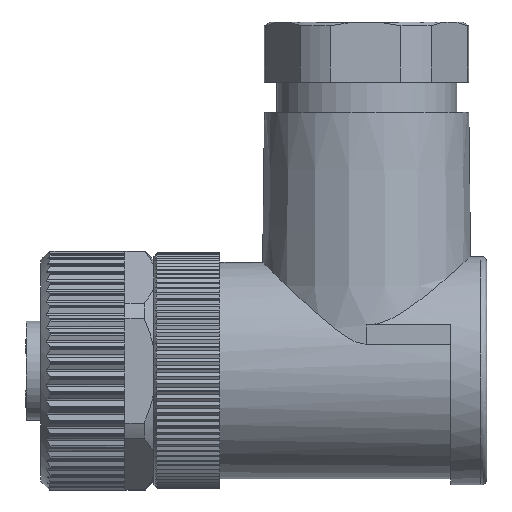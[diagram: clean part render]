
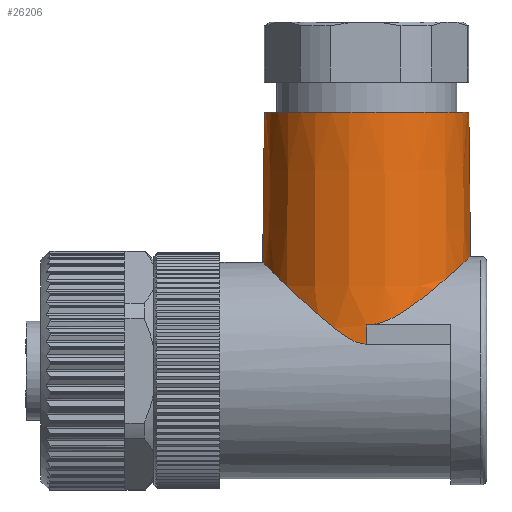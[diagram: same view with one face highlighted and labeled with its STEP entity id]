
A CAD part, front view. The second image highlights one B-rep face of the part: STEP entity #26206.
In plain terms, the highlighted conical face has half-angle 0.666 degrees and reference radius 8.726 mm.
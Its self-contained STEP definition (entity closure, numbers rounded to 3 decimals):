
#345 = CARTESIAN_POINT ( 'NONE',  ( -4.166, -5.417, 36.251 ) ) ;
#496 = CARTESIAN_POINT ( 'NONE',  ( 1.213, -8.434, 31.734 ) ) ;
#1431 = CARTESIAN_POINT ( 'NONE',  ( -6.188, 0.203, 38.199 ) ) ;
#1566 = LINE ( 'NONE', #30656, #37174 ) ;
#2172 = VECTOR ( 'NONE', #7507, 1000. ) ;
#2643 = VERTEX_POINT ( 'NONE', #24579 ) ;
#3842 = CARTESIAN_POINT ( 'NONE',  ( -3.217, -6.369, 35.354 ) ) ;
#3902 = ORIENTED_EDGE ( 'NONE', *, *, #19175, .T. ) ;
#3977 = CARTESIAN_POINT ( 'NONE',  ( 2.13, -8.521, 31.41 ) ) ;
#4148 = VERTEX_POINT ( 'NONE', #14013 ) ;
#5023 = ORIENTED_EDGE ( 'NONE', *, *, #33992, .T. ) ;
#6967 = CARTESIAN_POINT ( 'NONE',  ( 2.458, 0.203, 50.699 ) ) ;
#7159 = CARTESIAN_POINT ( 'NONE',  ( -6.115, -1.088, 38.129 ) ) ;
#7301 = CARTESIAN_POINT ( 'NONE',  ( -2.603, -6.86, 34.783 ) ) ;
#7466 = EDGE_CURVE ( 'NONE', #4148, #24120, #9326, .T. ) ;
#7507 = DIRECTION ( 'NONE',  ( -0.012, 0., -1. ) ) ;
#7646 = CARTESIAN_POINT ( 'NONE',  ( -6.268, 0.203, 31.294 ) ) ;
#8636 = EDGE_CURVE ( 'NONE', #40827, #11120, #26471, .T. ) ;
#9326 = B_SPLINE_CURVE_WITH_KNOTS ( 'NONE', 3,
 ( #37358, #37555, #37123, #37131, #37076, #37066, #37025, #36967, #36878, #36959, #36913, #36916, #36820, #36759, #36811, #36730, #36672, #36619, #36580, #36614, #36525, #36519, #12613, #36454, #36417, #36285, #36368, #36316 ),
 .UNSPECIFIED., .F., .F.,
 ( 4, 2, 2, 2, 2, 2, 2, 2, 2, 2, 2, 2, 2, 4 ),
 ( -0.015, -0.014, -0.013, -0.012, -0.011, -0.009, -0.007, -0.007, -0.006, -0.005, -0.004, -0.002, -0.001, 0. ),
 .UNSPECIFIED. ) ;
#10336 = DIRECTION ( 'NONE',  ( 0., 0.012, 1. ) ) ;
#10434 = DIRECTION ( 'NONE',  ( -1., 0., 0. ) ) ;
#10620 = CARTESIAN_POINT ( 'NONE',  ( -5.821, -2.322, 37.843 ) ) ;
#10764 = CARTESIAN_POINT ( 'NONE',  ( -1.75, -7.422, 34.004 ) ) ;
#11120 = VERTEX_POINT ( 'NONE', #1431 ) ;
#12613 = CARTESIAN_POINT ( 'NONE',  ( 10.766, -2.257, 38.396 ) ) ;
#13793 = VERTEX_POINT ( 'NONE', #29060 ) ;
#14013 = CARTESIAN_POINT ( 'NONE',  ( 2.458, -8.503, 33.002 ) ) ;
#14063 = CARTESIAN_POINT ( 'NONE',  ( -5.508, -3.189, 37.541 ) ) ;
#14201 = CARTESIAN_POINT ( 'NONE',  ( -0.6, -7.952, 33.013 ) ) ;
#14605 = CARTESIAN_POINT ( 'NONE',  ( 2.458, 0.203, 31.294 ) ) ;
#16334 = ORIENTED_EDGE ( 'NONE', *, *, #7466, .T. ) ;
#16352 = CIRCLE ( 'NONE', #40988, 8.5 ) ;
#16597 = AXIS2_PLACEMENT_3D ( 'NONE', #14605, #38738, #35253 ) ;
#17239 = CARTESIAN_POINT ( 'NONE',  ( 2.458, -8.503, 33.002 ) ) ;
#17372 = CARTESIAN_POINT ( 'NONE',  ( -6.188, -0.452, 38.199 ) ) ;
#17522 = CARTESIAN_POINT ( 'NONE',  ( -5.118, -3.997, 37.164 ) ) ;
#17688 = CARTESIAN_POINT ( 'NONE',  ( 0.14, -8.2, 32.43 ) ) ;
#19175 = EDGE_CURVE ( 'NONE', #13793, #40827, #16352, .T. ) ;
#20958 = CARTESIAN_POINT ( 'NONE',  ( -6.042, 0.203, 50.699 ) ) ;
#21024 = CARTESIAN_POINT ( 'NONE',  ( -4.663, -4.738, 36.727 ) ) ;
#21161 = CARTESIAN_POINT ( 'NONE',  ( 0.932, -8.386, 31.896 ) ) ;
#21378 = EDGE_CURVE ( 'NONE', #11120, #2643, #38037, .T. ) ;
#23787 = DIRECTION ( 'NONE',  ( 0.012, 0., -1. ) ) ;
#24120 = VERTEX_POINT ( 'NONE', #40841 ) ;
#24378 = CARTESIAN_POINT ( 'NONE',  ( -6.188, 0.203, 38.199 ) ) ;
#24524 = CARTESIAN_POINT ( 'NONE',  ( -3.803, -5.822, 35.905 ) ) ;
#24579 = CARTESIAN_POINT ( 'NONE',  ( 2.458, -8.521, 31.41 ) ) ;
#24617 = LINE ( 'NONE', #17239, #41845 ) ;
#24665 = CARTESIAN_POINT ( 'NONE',  ( 1.809, -8.501, 31.491 ) ) ;
#26063 = EDGE_LOOP ( 'NONE', ( #37344, #3902, #40064, #33045, #5023, #16334 ) ) ;
#26206 = ADVANCED_FACE ( 'NONE', ( #38730 ), #28492, .T. ) ;
#26471 = LINE ( 'NONE', #7646, #2172 ) ;
#27953 = CARTESIAN_POINT ( 'NONE',  ( -3.014, -6.541, 35.164 ) ) ;
#28097 = CARTESIAN_POINT ( 'NONE',  ( 2.458, -8.521, 31.41 ) ) ;
#28492 = CONICAL_SURFACE ( 'NONE', #16597, 8.726, 0.012 ) ;
#29060 = CARTESIAN_POINT ( 'NONE',  ( 10.958, 0.203, 50.699 ) ) ;
#30093 = EDGE_CURVE ( 'NONE', #13793, #24120, #1566, .T. ) ;
#30656 = CARTESIAN_POINT ( 'NONE',  ( 11.183, 0.203, 31.294 ) ) ;
#31072 = DIRECTION ( 'NONE',  ( 0., 0., -1. ) ) ;
#31267 = CARTESIAN_POINT ( 'NONE',  ( -5.907, -2.016, 37.927 ) ) ;
#31403 = CARTESIAN_POINT ( 'NONE',  ( -2.393, -7.008, 34.589 ) ) ;
#33045 = ORIENTED_EDGE ( 'NONE', *, *, #21378, .T. ) ;
#33992 = EDGE_CURVE ( 'NONE', #2643, #4148, #24617, .T. ) ;
#34707 = CARTESIAN_POINT ( 'NONE',  ( -5.622, -2.907, 37.65 ) ) ;
#34845 = CARTESIAN_POINT ( 'NONE',  ( -1.304, -7.657, 33.606 ) ) ;
#35253 = DIRECTION ( 'NONE',  ( -1., 0., 0. ) ) ;
#36285 = CARTESIAN_POINT ( 'NONE',  ( 11.08, -0.425, 38.683 ) ) ;
#36316 = CARTESIAN_POINT ( 'NONE',  ( 11.097, 0.203, 38.699 ) ) ;
#36368 = CARTESIAN_POINT ( 'NONE',  ( 11.097, -0.113, 38.699 ) ) ;
#36417 = CARTESIAN_POINT ( 'NONE',  ( 11.013, -1.044, 38.622 ) ) ;
#36454 = CARTESIAN_POINT ( 'NONE',  ( 10.963, -1.353, 38.576 ) ) ;
#36519 = CARTESIAN_POINT ( 'NONE',  ( 10.577, -2.824, 38.223 ) ) ;
#36525 = CARTESIAN_POINT ( 'NONE',  ( 10.217, -3.628, 37.897 ) ) ;
#36580 = CARTESIAN_POINT ( 'NONE',  ( 9.801, -4.384, 37.523 ) ) ;
#36614 = CARTESIAN_POINT ( 'NONE',  ( 10.084, -3.889, 37.777 ) ) ;
#36619 = CARTESIAN_POINT ( 'NONE',  ( 9.649, -4.62, 37.388 ) ) ;
#36672 = CARTESIAN_POINT ( 'NONE',  ( 9.33, -5.071, 37.105 ) ) ;
#36730 = CARTESIAN_POINT ( 'NONE',  ( 9.161, -5.286, 36.957 ) ) ;
#36759 = CARTESIAN_POINT ( 'NONE',  ( 8.621, -5.894, 36.489 ) ) ;
#36811 = CARTESIAN_POINT ( 'NONE',  ( 8.807, -5.697, 36.649 ) ) ;
#36820 = CARTESIAN_POINT ( 'NONE',  ( 8.044, -6.45, 35.999 ) ) ;
#36878 = CARTESIAN_POINT ( 'NONE',  ( 5.585, -7.912, 34.143 ) ) ;
#36913 = CARTESIAN_POINT ( 'NONE',  ( 6.775, -7.348, 34.981 ) ) ;
#36916 = CARTESIAN_POINT ( 'NONE',  ( 7.637, -6.775, 35.661 ) ) ;
#36959 = CARTESIAN_POINT ( 'NONE',  ( 6.32, -7.596, 34.638 ) ) ;
#36967 = CARTESIAN_POINT ( 'NONE',  ( 5.333, -8.007, 33.982 ) ) ;
#37025 = CARTESIAN_POINT ( 'NONE',  ( 4.812, -8.175, 33.682 ) ) ;
#37066 = CARTESIAN_POINT ( 'NONE',  ( 4.544, -8.248, 33.542 ) ) ;
#37076 = CARTESIAN_POINT ( 'NONE',  ( 3.982, -8.37, 33.295 ) ) ;
#37123 = CARTESIAN_POINT ( 'NONE',  ( 3.083, -8.485, 33.043 ) ) ;
#37131 = CARTESIAN_POINT ( 'NONE',  ( 3.686, -8.419, 33.189 ) ) ;
#37174 = VECTOR ( 'NONE', #23787, 1000. ) ;
#37344 = ORIENTED_EDGE ( 'NONE', *, *, #30093, .F. ) ;
#37358 = CARTESIAN_POINT ( 'NONE',  ( 2.458, -8.503, 33.002 ) ) ;
#37555 = CARTESIAN_POINT ( 'NONE',  ( 2.775, -8.503, 33.002 ) ) ;
#38037 = B_SPLINE_CURVE_WITH_KNOTS ( 'NONE', 3,
 ( #24378, #17372, #7159, #31267, #10620, #34707, #14063, #38196, #17522, #41673, #21024, #345, #24524, #3842, #27953, #7301, #31403, #10764, #34845, #14201, #38331, #17688, #41814, #21161, #496, #24665, #3977, #28097 ),
 .UNSPECIFIED., .F., .F.,
 ( 4, 2, 2, 2, 2, 2, 2, 2, 2, 2, 2, 2, 2, 4 ),
 ( 0.016, 0.017, 0.018, 0.019, 0.02, 0.021, 0.023, 0.024, 0.025, 0.027, 0.028, 0.029, 0.03, 0.031 ),
 .UNSPECIFIED. ) ;
#38196 = CARTESIAN_POINT ( 'NONE',  ( -5.257, -3.734, 37.298 ) ) ;
#38331 = CARTESIAN_POINT ( 'NONE',  ( -0.358, -8.041, 32.815 ) ) ;
#38730 = FACE_OUTER_BOUND ( 'NONE', #26063, .T. ) ;
#38738 = DIRECTION ( 'NONE',  ( 0., 0., -1. ) ) ;
#40064 = ORIENTED_EDGE ( 'NONE', *, *, #8636, .T. ) ;
#40827 = VERTEX_POINT ( 'NONE', #20958 ) ;
#40841 = CARTESIAN_POINT ( 'NONE',  ( 11.097, 0.203, 38.699 ) ) ;
#40988 = AXIS2_PLACEMENT_3D ( 'NONE', #6967, #31072, #10434 ) ;
#41673 = CARTESIAN_POINT ( 'NONE',  ( -4.821, -4.5, 36.878 ) ) ;
#41814 = CARTESIAN_POINT ( 'NONE',  ( 0.396, -8.269, 32.243 ) ) ;
#41845 = VECTOR ( 'NONE', #10336, 1000. ) ;
